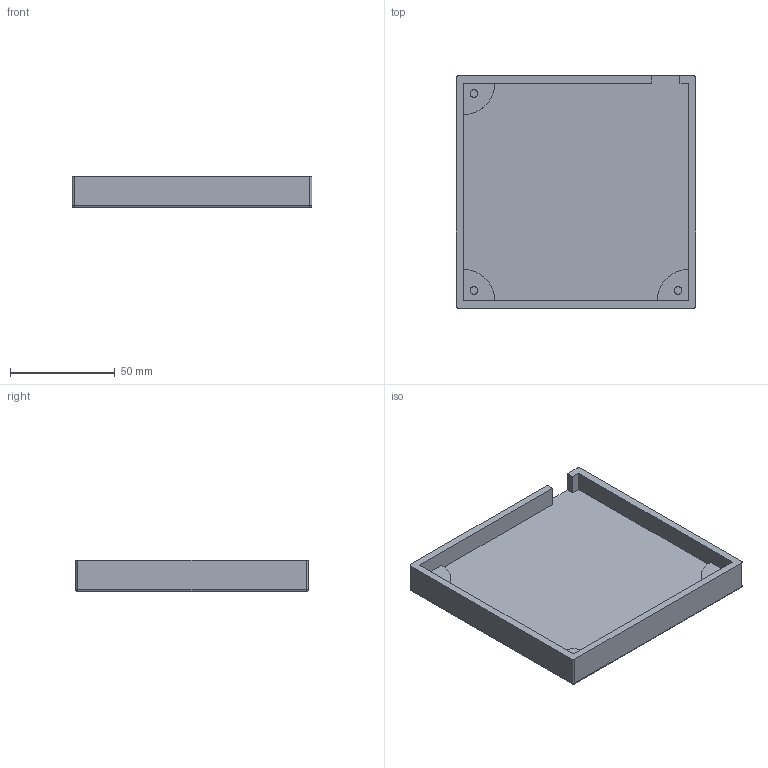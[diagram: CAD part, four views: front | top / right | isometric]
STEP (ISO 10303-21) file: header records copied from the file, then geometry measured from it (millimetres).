
FILE_DESCRIPTION(('FreeCAD Model'),'2;1');
FILE_NAME('Open CASCADE Shape Model','2025-02-13T21:24:13',(''),(''), 'Open CASCADE STEP processor 7.8','FreeCAD','Unknown');
FILE_SCHEMA(('AUTOMOTIVE_DESIGN { 1 0 10303 214 1 1 1 1 }'));
Length unit declared in the file: millimetre
Products named in the file (1): Body
Bounding box: 114.5 x 111 x 15 mm (x, y, z)
Volume: 84311.8 mm3; surface area: 36055.6 mm2
Topology: 1 solids, 1 shells, 74 faces, 171 edges, 102 vertices
Faces by surface type: plane 40, cylinder 30, sphere 4
Full cylindrical faces by diameter (mm): 3.7 x3
Entity records: 2053 total; most frequent: DIRECTION 361, CARTESIAN_POINT 344, ORIENTED_EDGE 334, EDGE_CURVE 167, LINE 123, VECTOR 123, AXIS2_PLACEMENT_3D 119, VERTEX_POINT 102
